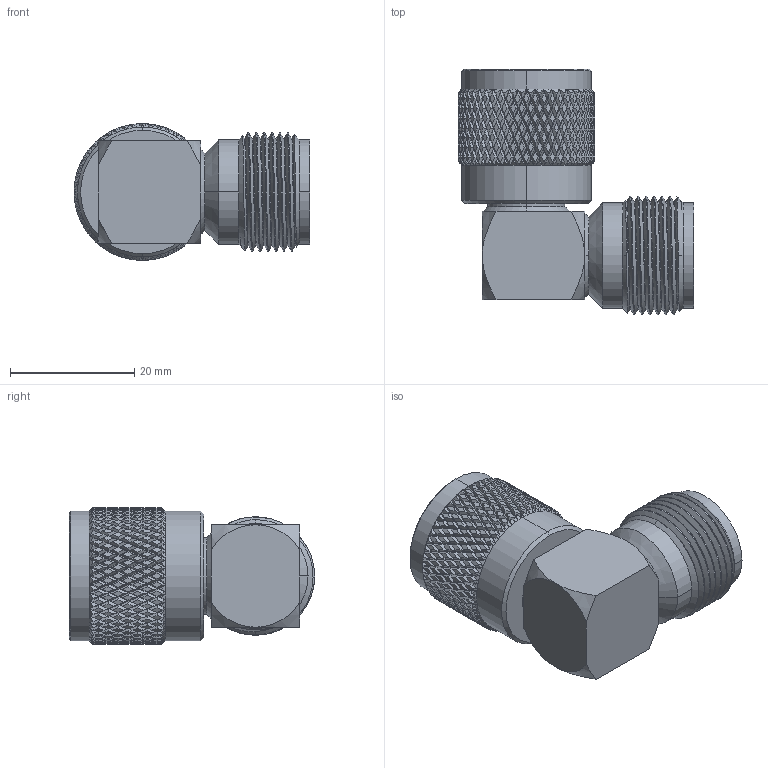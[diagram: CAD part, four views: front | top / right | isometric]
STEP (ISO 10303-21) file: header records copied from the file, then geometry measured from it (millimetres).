
FILE_DESCRIPTION (( 'STEP AP203' ), '1' );
FILE_NAME ('PE9205.step', '2018-10-18T23:10:09', ( '' ), ( '' ), 'SwSTEP 2.0', 'SolidWorks 2017', '' );
FILE_SCHEMA (( 'CONFIG_CONTROL_DESIGN' ));
Products named in the file (1): PE9205
Bounding box: 37.99 x 39.51 x 22 mm (x, y, z)
Volume: 10943.6 mm3; surface area: 9014.5 mm2
Topology: 1 solids, 1 shells, 2374 faces, 5111 edges, 2752 vertices
Faces by surface type: bspline 1734, cylinder 522, plane 65, cone 53
Entity records: 103526 total; most frequent: CARTESIAN_POINT 71676, ORIENTED_EDGE 10222, EDGE_CURVE 5111, VERTEX_POINT 2752, EDGE_LOOP 2387, ADVANCED_FACE 2374, FACE_OUTER_BOUND 2374, DIRECTION 2123
